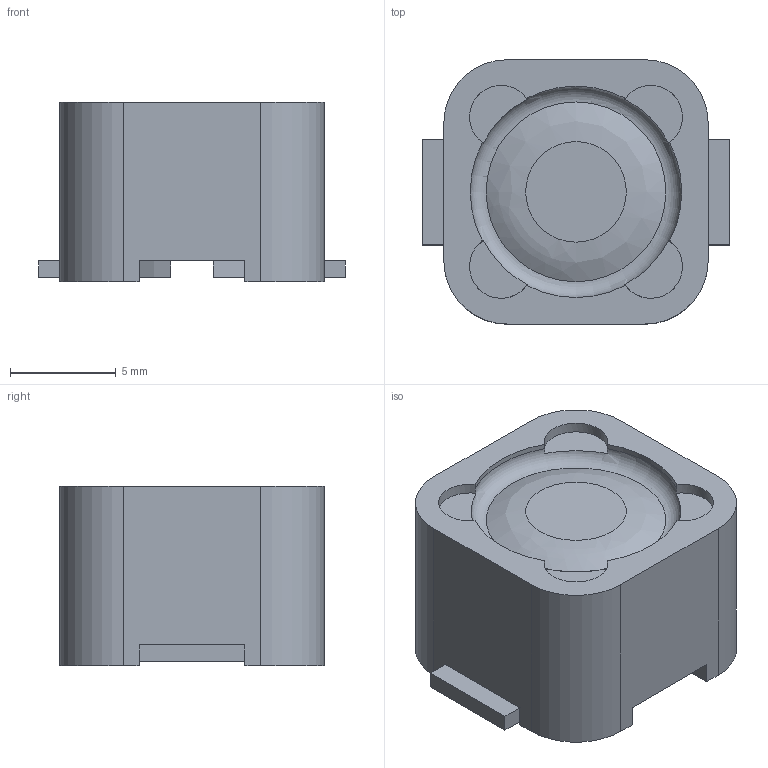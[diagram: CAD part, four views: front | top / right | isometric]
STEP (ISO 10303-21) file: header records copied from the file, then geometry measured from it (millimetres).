
FILE_DESCRIPTION(/* description */ (''),/* implementation_level */ '2;1');
FILE_NAME(/* name */ 'SMT Inductor.step',/* time_stamp */ '2022-06-04T18:50:31+01:00',/* author */ (''),/* organization */ (''),/* preprocessor_version */ 'ST-DEVELOPER v19',/* originating_system */ 'Autodesk Translation Framework v11.7.0.108',/* authorisation */ '');
FILE_SCHEMA (('AUTOMOTIVE_DESIGN { 1 0 10303 214 3 1 1 }'));
Length unit declared in the file: millimetre
Products named in the file (1): SMT Inductor
Bounding box: 14.5 x 12.5 x 8.5 mm (x, y, z)
Volume: 1160 mm3; surface area: 925.3 mm2
Topology: 3 solids, 3 shells, 57 faces, 150 edges, 100 vertices
Faces by surface type: plane 35, cylinder 20, torus 1, bspline 1
Entity records: 1849 total; most frequent: CARTESIAN_POINT 358, DIRECTION 306, ORIENTED_EDGE 300, EDGE_CURVE 150, AXIS2_PLACEMENT_3D 107, VERTEX_POINT 100, LINE 92, VECTOR 92
